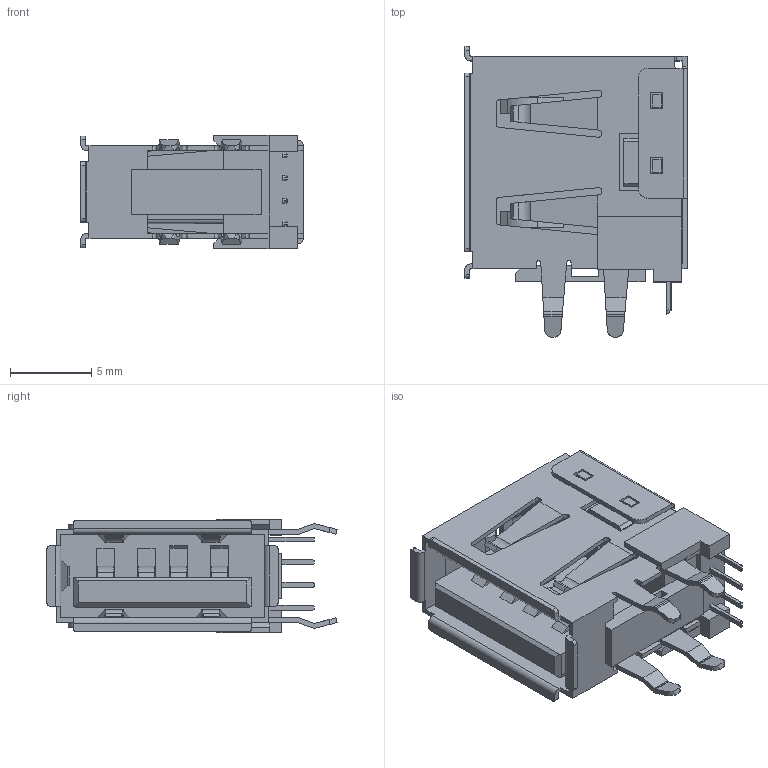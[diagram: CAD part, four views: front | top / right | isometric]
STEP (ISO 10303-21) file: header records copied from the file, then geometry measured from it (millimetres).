
FILE_DESCRIPTION(('STEP AP203'),'1');
FILE_NAME('67329-8000.stp','2019-12-12T13:43:25',('TraceParts'),('TraceParts S.A.'),'Spatial InterOp 3D',' ',' ');
FILE_SCHEMA(('CONFIG_CONTROL_DESIGN'));
Length unit declared in the file: millimetre
Products named in the file (1): 1
Bounding box: 13.68 x 17.87 x 7 mm (x, y, z)
Volume: 565.8 mm3; surface area: 1572.6 mm2
Topology: 1 solids, 1 shells, 483 faces, 1433 edges, 945 vertices
Faces by surface type: plane 363, cylinder 120
Entity records: 16208 total; most frequent: CARTESIAN_POINT 2919, ORIENTED_EDGE 2850, DIRECTION 2657, EDGE_CURVE 1425, LINE 1171, VECTOR 1171, VERTEX_POINT 937, AXIS2_PLACEMENT_3D 743
